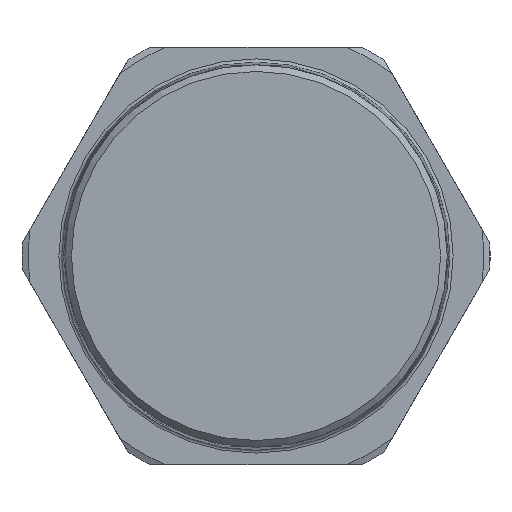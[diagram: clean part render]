
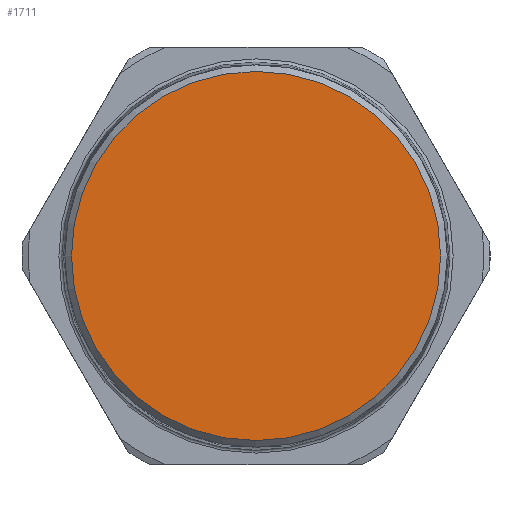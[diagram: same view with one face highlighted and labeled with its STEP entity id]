
A CAD part, left-side view. The second image highlights one B-rep face of the part: STEP entity #1711.
In plain terms, the highlighted planar face has unit normal (-1, 0, 0).
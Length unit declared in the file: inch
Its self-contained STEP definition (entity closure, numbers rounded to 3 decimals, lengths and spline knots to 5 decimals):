
#416=FACE_OUTER_BOUND('',#512,.T.);
#512=EDGE_LOOP('',(#1467));
#645=CIRCLE('',#1934,1.13009);
#808=VERTEX_POINT('',#3322);
#1037=EDGE_CURVE('',#808,#808,#645,.T.);
#1467=ORIENTED_EDGE('',*,*,#1037,.F.);
#1634=PLANE('',#1933);
#1711=ADVANCED_FACE('',(#416),#1634,.T.);
#1933=AXIS2_PLACEMENT_3D('',#3321,#2383,#2384);
#1934=AXIS2_PLACEMENT_3D('',#3323,#2385,#2386);
#2383=DIRECTION('center_axis',(-1.,0.,0.));
#2384=DIRECTION('ref_axis',(0.,0.,
-1.));
#2385=DIRECTION('center_axis',(1.,0.,0.));
#2386=DIRECTION('ref_axis',(0.,1.,0.));
#3321=CARTESIAN_POINT('Origin',(-2.27185,-1.16946,0.));
#3322=CARTESIAN_POINT('',(-2.27185,-1.13009,0.));
#3323=CARTESIAN_POINT('Origin',(-2.27185,0.,0.));
